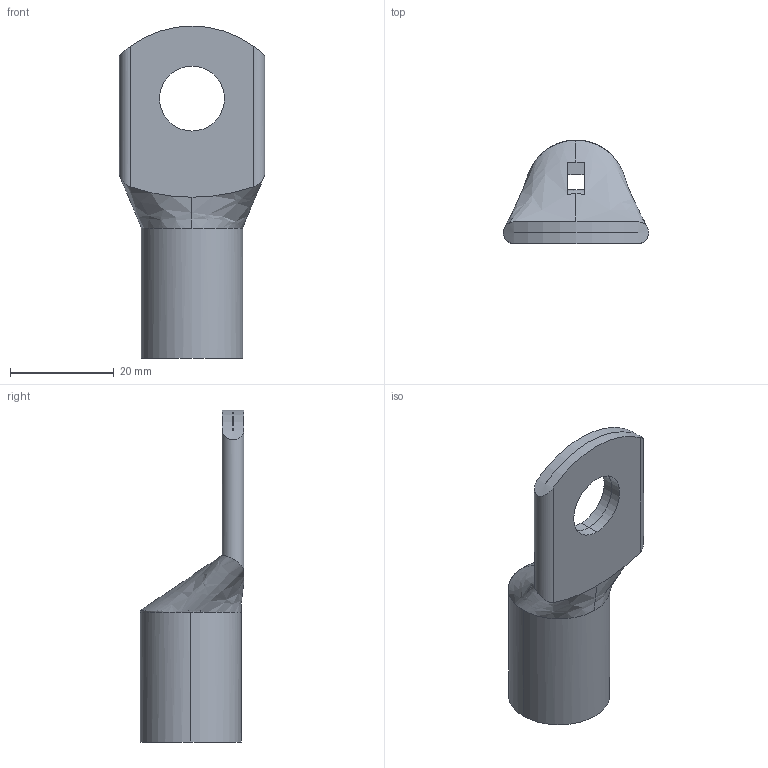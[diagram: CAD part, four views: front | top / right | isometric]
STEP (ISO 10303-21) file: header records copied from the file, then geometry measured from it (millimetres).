
FILE_DESCRIPTION (( 'STEP AP203' ), '1' );
FILE_NAME ('03249.STEP', '2024-09-04T13:59:17', ( '' ), ( '' ), 'SwSTEP 2.0', 'SolidWorks 2022', '' );
FILE_SCHEMA (( 'CONFIG_CONTROL_DESIGN' ));
Length unit declared in the file: millimetre
Products named in the file (1): 03249
Bounding box: 28 x 20.01 x 64 mm (x, y, z)
Volume: 6621.6 mm3; surface area: 6969.1 mm2
Topology: 1 solids, 1 shells, 39 faces, 105 edges, 70 vertices
Faces by surface type: cylinder 15, plane 13, bspline 7, cone 4
Entity records: 3221 total; most frequent: CARTESIAN_POINT 2223, ORIENTED_EDGE 208, DIRECTION 162, EDGE_CURVE 104, VERTEX_POINT 68, AXIS2_PLACEMENT_3D 62, EDGE_LOOP 46, ADVANCED_FACE 39
